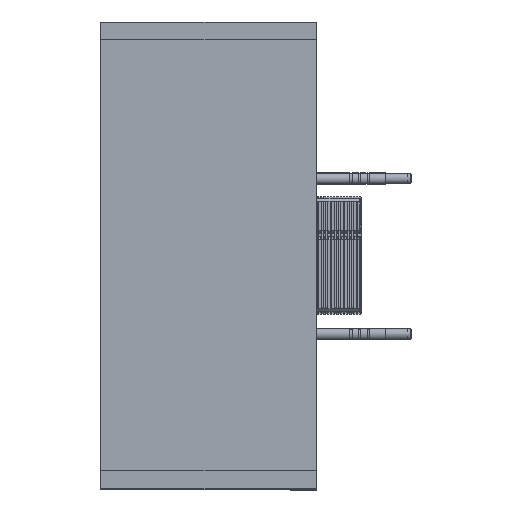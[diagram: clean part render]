
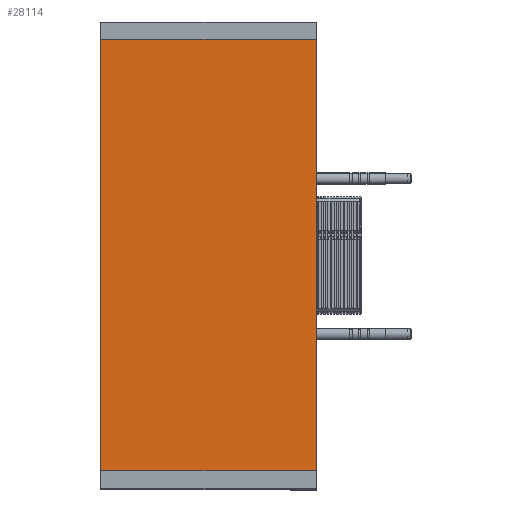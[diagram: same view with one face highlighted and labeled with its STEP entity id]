
A CAD part, top view. The second image highlights one B-rep face of the part: STEP entity #28114.
In plain terms, the highlighted planar face has unit normal (0, 0, 1).
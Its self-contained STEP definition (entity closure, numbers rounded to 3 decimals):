
#3892=LINE('',#52805,#6142);
#3896=LINE('',#52813,#6146);
#3899=LINE('',#52819,#6149);
#3901=LINE('',#52822,#6151);
#6142=VECTOR('',#40585,1000.);
#6146=VECTOR('',#40591,1000.);
#6149=VECTOR('',#40596,1000.);
#6151=VECTOR('',#40600,1000.);
#7657=PLANE('',#34577);
#15931=ORIENTED_EDGE('',*,*,#20208,.T.);
#15932=ORIENTED_EDGE('',*,*,#20212,.T.);
#15933=ORIENTED_EDGE('',*,*,#20215,.T.);
#15934=ORIENTED_EDGE('',*,*,#20217,.T.);
#20208=EDGE_CURVE('',#23030,#23029,#3892,.T.);
#20212=EDGE_CURVE('',#23029,#23032,#3896,.T.);
#20215=EDGE_CURVE('',#23032,#23034,#3899,.T.);
#20217=EDGE_CURVE('',#23034,#23030,#3901,.T.);
#23029=VERTEX_POINT('',#52804);
#23030=VERTEX_POINT('',#52806);
#23032=VERTEX_POINT('',#52812);
#23034=VERTEX_POINT('',#52818);
#25014=EDGE_LOOP('',(#15931,#15932,#15933,#15934));
#26604=FACE_BOUND('',#25014,.T.);
#28114=ADVANCED_FACE('',(#26604),#7657,.T.);
#34577=AXIS2_PLACEMENT_3D('',#52823,#40601,#40602);
#40585=DIRECTION('',(0.,1.,0.));
#40591=DIRECTION('',(-1.,0.,0.));
#40596=DIRECTION('',(0.,-1.,0.));
#40600=DIRECTION('',(1.,0.,0.));
#40601=DIRECTION('',(0.,0.,1.));
#40602=DIRECTION('',(1.,0.,0.));
#52804=CARTESIAN_POINT('',(250.,250.,20.));
#52805=CARTESIAN_POINT('',(250.,0.,20.));
#52806=CARTESIAN_POINT('',(250.,0.,20.));
#52812=CARTESIAN_POINT('',(-250.,250.,20.));
#52813=CARTESIAN_POINT('',(250.,250.,20.));
#52818=CARTESIAN_POINT('',(-250.,0.,20.));
#52819=CARTESIAN_POINT('',(-250.,250.,20.));
#52822=CARTESIAN_POINT('',(-250.,0.,20.));
#52823=CARTESIAN_POINT('',(0.,0.,20.));
